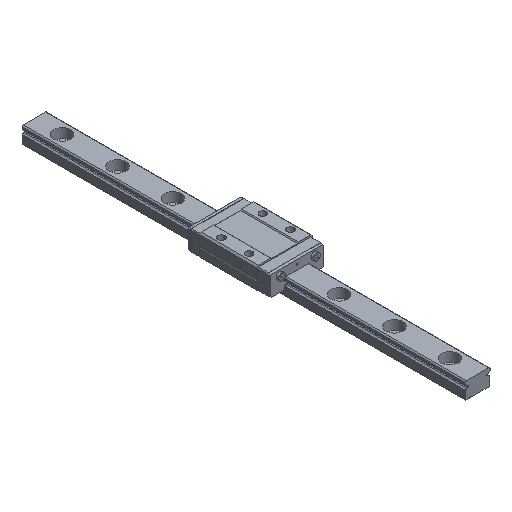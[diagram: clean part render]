
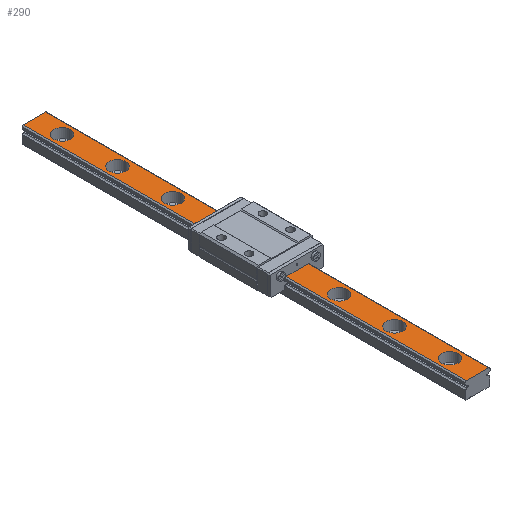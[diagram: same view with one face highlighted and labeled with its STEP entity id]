
A CAD part, isometric view. The second image highlights one B-rep face of the part: STEP entity #290.
In plain terms, the highlighted planar face has unit normal (0, 0, 1).
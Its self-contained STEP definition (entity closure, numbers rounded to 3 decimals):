
#290 = ADVANCED_FACE( '', ( #728, #729, #730, #731, #732, #733, #734, #735, #736 ), #737, .T. );
#728 = FACE_BOUND( '', #1380, .T. );
#729 = FACE_BOUND( '', #1381, .T. );
#730 = FACE_BOUND( '', #1382, .T. );
#731 = FACE_BOUND( '', #1383, .T. );
#732 = FACE_BOUND( '', #1384, .T. );
#733 = FACE_BOUND( '', #1385, .T. );
#734 = FACE_BOUND( '', #1386, .T. );
#735 = FACE_BOUND( '', #1387, .T. );
#736 = FACE_OUTER_BOUND( '', #1388, .T. );
#737 = PLANE( '', #1389 );
#1380 = EDGE_LOOP( '', ( #2096 ) );
#1381 = EDGE_LOOP( '', ( #2097 ) );
#1382 = EDGE_LOOP( '', ( #2098 ) );
#1383 = EDGE_LOOP( '', ( #2099 ) );
#1384 = EDGE_LOOP( '', ( #2100 ) );
#1385 = EDGE_LOOP( '', ( #2101 ) );
#1386 = EDGE_LOOP( '', ( #2102 ) );
#1387 = EDGE_LOOP( '', ( #2103 ) );
#1388 = EDGE_LOOP( '', ( #2104, #2105, #2106, #2107 ) );
#1389 = AXIS2_PLACEMENT_3D( '', #2108, #2109, #2110 );
#2096 = ORIENTED_EDGE( '', *, *, #3741, .T. );
#2097 = ORIENTED_EDGE( '', *, *, #3742, .T. );
#2098 = ORIENTED_EDGE( '', *, *, #3743, .T. );
#2099 = ORIENTED_EDGE( '', *, *, #3744, .T. );
#2100 = ORIENTED_EDGE( '', *, *, #3745, .T. );
#2101 = ORIENTED_EDGE( '', *, *, #3746, .T. );
#2102 = ORIENTED_EDGE( '', *, *, #3739, .T. );
#2103 = ORIENTED_EDGE( '', *, *, #3687, .T. );
#2104 = ORIENTED_EDGE( '', *, *, #3747, .F. );
#2105 = ORIENTED_EDGE( '', *, *, #3748, .F. );
#2106 = ORIENTED_EDGE( '', *, *, #3749, .T. );
#2107 = ORIENTED_EDGE( '', *, *, #3750, .T. );
#2108 = CARTESIAN_POINT( '', ( 4.074, -80., 6. ) );
#2109 = DIRECTION( '', ( 0., 0., 1. ) );
#2110 = DIRECTION( '', ( 1., 0., 0. ) );
#3687 = EDGE_CURVE( '', #4368, #4368, #4369, .T. );
#3739 = EDGE_CURVE( '', #4461, #4461, #4462, .T. );
#3741 = EDGE_CURVE( '', #4464, #4464, #4465, .T. );
#3742 = EDGE_CURVE( '', #4466, #4466, #4467, .T. );
#3743 = EDGE_CURVE( '', #4468, #4468, #4469, .T. );
#3744 = EDGE_CURVE( '', #4470, #4470, #4471, .T. );
#3745 = EDGE_CURVE( '', #4472, #4472, #4473, .T. );
#3746 = EDGE_CURVE( '', #4474, #4474, #4475, .T. );
#3747 = EDGE_CURVE( '', #4476, #4477, #4478, .T. );
#3748 = EDGE_CURVE( '', #4479, #4476, #4480, .T. );
#3749 = EDGE_CURVE( '', #4479, #4481, #4482, .T. );
#3750 = EDGE_CURVE( '', #4481, #4477, #4483, .T. );
#4368 = VERTEX_POINT( '', #5370 );
#4369 = CIRCLE( '', #5371, 3. );
#4461 = VERTEX_POINT( '', #5495 );
#4462 = CIRCLE( '', #5496, 3. );
#4464 = VERTEX_POINT( '', #5498 );
#4465 = CIRCLE( '', #5499, 3. );
#4466 = VERTEX_POINT( '', #5500 );
#4467 = CIRCLE( '', #5501, 3. );
#4468 = VERTEX_POINT( '', #5502 );
#4469 = CIRCLE( '', #5503, 3. );
#4470 = VERTEX_POINT( '', #5504 );
#4471 = CIRCLE( '', #5505, 3. );
#4472 = VERTEX_POINT( '', #5506 );
#4473 = CIRCLE( '', #5507, 3. );
#4474 = VERTEX_POINT( '', #5508 );
#4475 = CIRCLE( '', #5509, 3. );
#4476 = VERTEX_POINT( '', #5510 );
#4477 = VERTEX_POINT( '', #5511 );
#4478 = LINE( '', #5512, #5513 );
#4479 = VERTEX_POINT( '', #5514 );
#4480 = LINE( '', #5515, #5516 );
#4481 = VERTEX_POINT( '', #5517 );
#4482 = LINE( '', #5518, #5519 );
#4483 = LINE( '', #5520, #5521 );
#5370 = CARTESIAN_POINT( '', ( 3., 70., 6. ) );
#5371 = AXIS2_PLACEMENT_3D( '', #6689, #6690, #6691 );
#5495 = CARTESIAN_POINT( '', ( 3., 50., 6. ) );
#5496 = AXIS2_PLACEMENT_3D( '', #6748, #6749, #6750 );
#5498 = CARTESIAN_POINT( '', ( 3., -70., 6. ) );
#5499 = AXIS2_PLACEMENT_3D( '', #6751, #6752, #6753 );
#5500 = CARTESIAN_POINT( '', ( 3., -50., 6. ) );
#5501 = AXIS2_PLACEMENT_3D( '', #6754, #6755, #6756 );
#5502 = CARTESIAN_POINT( '', ( 3., -30., 6. ) );
#5503 = AXIS2_PLACEMENT_3D( '', #6757, #6758, #6759 );
#5504 = CARTESIAN_POINT( '', ( 3., -10., 6. ) );
#5505 = AXIS2_PLACEMENT_3D( '', #6760, #6761, #6762 );
#5506 = CARTESIAN_POINT( '', ( 3., 10., 6. ) );
#5507 = AXIS2_PLACEMENT_3D( '', #6763, #6764, #6765 );
#5508 = CARTESIAN_POINT( '', ( 3., 30., 6. ) );
#5509 = AXIS2_PLACEMENT_3D( '', #6766, #6767, #6768 );
#5510 = CARTESIAN_POINT( '', ( -4.074, 80., 6. ) );
#5511 = CARTESIAN_POINT( '', ( 4.074, 80., 6. ) );
#5512 = CARTESIAN_POINT( '', ( 4.074, 80., 6. ) );
#5513 = VECTOR( '', #6769, 1000. );
#5514 = CARTESIAN_POINT( '', ( -4.074, -80., 6. ) );
#5515 = CARTESIAN_POINT( '', ( -4.074, -80., 6. ) );
#5516 = VECTOR( '', #6770, 1000. );
#5517 = CARTESIAN_POINT( '', ( 4.074, -80., 6. ) );
#5518 = CARTESIAN_POINT( '', ( 4.074, -80., 6. ) );
#5519 = VECTOR( '', #6771, 1000. );
#5520 = CARTESIAN_POINT( '', ( 4.074, -80., 6. ) );
#5521 = VECTOR( '', #6772, 1000. );
#6689 = CARTESIAN_POINT( '', ( 0., 70., 6. ) );
#6690 = DIRECTION( '', ( 0., 0., -1. ) );
#6691 = DIRECTION( '', ( 1., 0., 0. ) );
#6748 = CARTESIAN_POINT( '', ( 0., 50., 6. ) );
#6749 = DIRECTION( '', ( 0., 0., -1. ) );
#6750 = DIRECTION( '', ( 1., 0., 0. ) );
#6751 = CARTESIAN_POINT( '', ( 0., -70., 6. ) );
#6752 = DIRECTION( '', ( 0., 0., -1. ) );
#6753 = DIRECTION( '', ( 1., 0., 0. ) );
#6754 = CARTESIAN_POINT( '', ( 0., -50., 6. ) );
#6755 = DIRECTION( '', ( 0., 0., -1. ) );
#6756 = DIRECTION( '', ( 1., 0., 0. ) );
#6757 = CARTESIAN_POINT( '', ( 0., -30., 6. ) );
#6758 = DIRECTION( '', ( 0., 0., -1. ) );
#6759 = DIRECTION( '', ( 1., 0., 0. ) );
#6760 = CARTESIAN_POINT( '', ( 0., -10., 6. ) );
#6761 = DIRECTION( '', ( 0., 0., -1. ) );
#6762 = DIRECTION( '', ( 1., 0., 0. ) );
#6763 = CARTESIAN_POINT( '', ( 0., 10., 6. ) );
#6764 = DIRECTION( '', ( 0., 0., -1. ) );
#6765 = DIRECTION( '', ( 1., 0., 0. ) );
#6766 = CARTESIAN_POINT( '', ( 0., 30., 6. ) );
#6767 = DIRECTION( '', ( 0., 0., -1. ) );
#6768 = DIRECTION( '', ( 1., 0., 0. ) );
#6769 = DIRECTION( '', ( 1., 0., 0. ) );
#6770 = DIRECTION( '', ( 0., 1., 0. ) );
#6771 = DIRECTION( '', ( 1., 0., 0. ) );
#6772 = DIRECTION( '', ( 0., 1., 0. ) );
